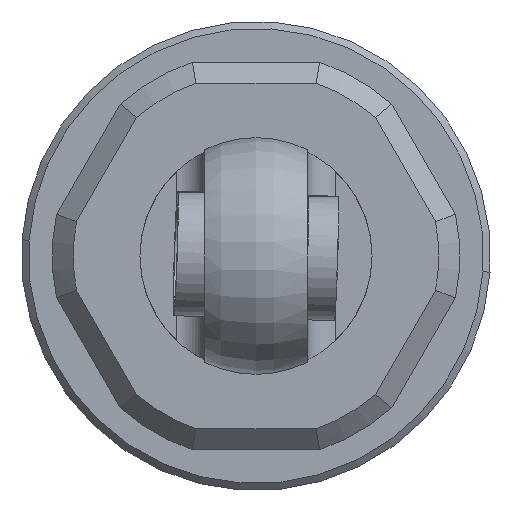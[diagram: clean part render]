
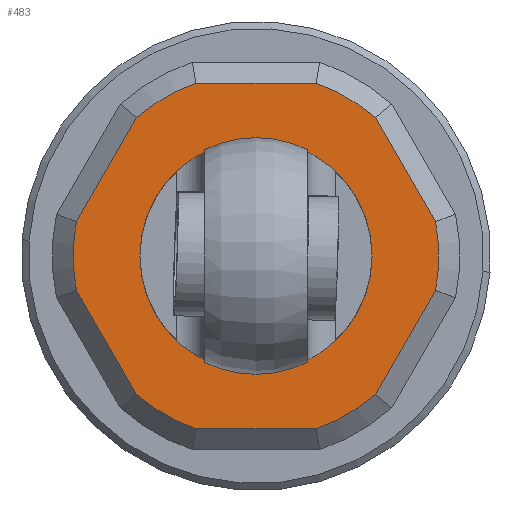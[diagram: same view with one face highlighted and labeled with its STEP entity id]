
A CAD part, front view. The second image highlights one B-rep face of the part: STEP entity #483.
In plain terms, the highlighted planar face has unit normal (0, -1, 0).
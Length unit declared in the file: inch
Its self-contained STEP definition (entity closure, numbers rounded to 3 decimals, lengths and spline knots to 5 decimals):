
#12 = VERTEX_POINT ( 'NONE', #13717 ) ;
#19 = CARTESIAN_POINT ( 'NONE',  ( -0.25859, -1.517, 0.0446 ) ) ;
#21 = DIRECTION ( 'NONE',  ( 0.5, 0., 0.866 ) ) ;
#117 = CARTESIAN_POINT ( 'NONE',  ( 0., -1.517, -0.1655 ) ) ;
#119 = DIRECTION ( 'NONE',  ( 0., -1., 0. ) ) ;
#192 = DIRECTION ( 'NONE',  ( 0., 0., -1. ) ) ;
#315 = CIRCLE ( 'NONE', #14224, 0.1655 ) ;
#463 = LINE ( 'NONE', #8611, #9762 ) ;
#483 = ADVANCED_FACE ( 'NONE', ( #15216, #11406 ), #13213, .T. ) ;
#682 = DIRECTION ( 'NONE',  ( 0., 0., -1. ) ) ;
#697 = LINE ( 'NONE', #19, #7483 ) ;
#815 = CARTESIAN_POINT ( 'NONE',  ( -0.25613, -1.517, 0.04887 ) ) ;
#910 = LINE ( 'NONE', #8930, #7697 ) ;
#980 = VERTEX_POINT ( 'NONE', #12044 ) ;
#1035 = ORIENTED_EDGE ( 'NONE', *, *, #16087, .T. ) ;
#1377 = EDGE_CURVE ( 'NONE', #14265, #9016, #5091, .T. ) ;
#1405 = DIRECTION ( 'NONE',  ( 0., 0., -1. ) ) ;
#1427 = DIRECTION ( 'NONE',  ( 0., -1., 0. ) ) ;
#1462 = CARTESIAN_POINT ( 'NONE',  ( 0., -1.517, 0. ) ) ;
#1497 = VECTOR ( 'NONE', #9297, 39.37008 ) ;
#1524 = CARTESIAN_POINT ( 'NONE',  ( -0.25613, -1.517, -0.04887 ) ) ;
#1552 = EDGE_LOOP ( 'NONE', ( #7773, #11038, #10845, #1035, #4321, #1706, #1993, #5772, #1929, #3332, #9179, #11466 ) ) ;
#1606 = VERTEX_POINT ( 'NONE', #11252 ) ;
#1693 = VECTOR ( 'NONE', #11580, 39.37008 ) ;
#1706 = ORIENTED_EDGE ( 'NONE', *, *, #10968, .T. ) ;
#1929 = ORIENTED_EDGE ( 'NONE', *, *, #5842, .T. ) ;
#1993 = ORIENTED_EDGE ( 'NONE', *, *, #2477, .T. ) ;
#2040 = DIRECTION ( 'NONE',  ( 0., 0., -1. ) ) ;
#2052 = DIRECTION ( 'NONE',  ( 0., -1., 0. ) ) ;
#2074 = CARTESIAN_POINT ( 'NONE',  ( 0., -1.517, 0. ) ) ;
#2336 = VERTEX_POINT ( 'NONE', #9507 ) ;
#2477 = EDGE_CURVE ( 'NONE', #8183, #4122, #12209, .T. ) ;
#2753 = CARTESIAN_POINT ( 'NONE',  ( -0.09067, -1.517, 0.24625 ) ) ;
#3260 = DIRECTION ( 'NONE',  ( 0., -1., 0. ) ) ;
#3332 = ORIENTED_EDGE ( 'NONE', *, *, #15793, .T. ) ;
#3394 = DIRECTION ( 'NONE',  ( 0., 0., -1. ) ) ;
#3539 = CIRCLE ( 'NONE', #6068, 0.26075 ) ;
#3611 = DIRECTION ( 'NONE',  ( 0., 0., -1. ) ) ;
#3635 = DIRECTION ( 'NONE',  ( 0., -1., 0. ) ) ;
#3662 = CARTESIAN_POINT ( 'NONE',  ( 0., -1.517, 0. ) ) ;
#3755 = ORIENTED_EDGE ( 'NONE', *, *, #9941, .F. ) ;
#4011 = CARTESIAN_POINT ( 'NONE',  ( 0.17039, -1.517, 0.19738 ) ) ;
#4122 = VERTEX_POINT ( 'NONE', #7071 ) ;
#4212 = EDGE_CURVE ( 'NONE', #4122, #1606, #6471, .T. ) ;
#4321 = ORIENTED_EDGE ( 'NONE', *, *, #14135, .T. ) ;
#4332 = CARTESIAN_POINT ( 'NONE',  ( 0., -1.517, 0. ) ) ;
#4434 = AXIS2_PLACEMENT_3D ( 'NONE', #2074, #2052, #2040 ) ;
#4586 = CIRCLE ( 'NONE', #12404, 0.26075 ) ;
#4875 = EDGE_CURVE ( 'NONE', #2336, #14116, #14392, .T. ) ;
#5066 = EDGE_CURVE ( 'NONE', #12, #13336, #315, .T. ) ;
#5091 = LINE ( 'NONE', #11701, #1693 ) ;
#5280 = DIRECTION ( 'NONE',  ( -1., 0., 0. ) ) ;
#5772 = ORIENTED_EDGE ( 'NONE', *, *, #4212, .T. ) ;
#5802 = CARTESIAN_POINT ( 'NONE',  ( 0., -1.517, 0. ) ) ;
#5842 = EDGE_CURVE ( 'NONE', #1606, #7590, #910, .T. ) ;
#6068 = AXIS2_PLACEMENT_3D ( 'NONE', #15541, #7821, #192 ) ;
#6187 = AXIS2_PLACEMENT_3D ( 'NONE', #1462, #1427, #1405 ) ;
#6224 = AXIS2_PLACEMENT_3D ( 'NONE', #13178, #13293, #13175 ) ;
#6471 = CIRCLE ( 'NONE', #14590, 0.26075 ) ;
#7071 = CARTESIAN_POINT ( 'NONE',  ( 0.08574, -1.517, -0.24625 ) ) ;
#7266 = AXIS2_PLACEMENT_3D ( 'NONE', #16034, #8328, #682 ) ;
#7399 = VERTEX_POINT ( 'NONE', #815 ) ;
#7483 = VECTOR ( 'NONE', #14820, 39.37008 ) ;
#7590 = VERTEX_POINT ( 'NONE', #16271 ) ;
#7697 = VECTOR ( 'NONE', #21, 39.37008 ) ;
#7735 = DIRECTION ( 'NONE',  ( 0., 0., -1. ) ) ;
#7773 = ORIENTED_EDGE ( 'NONE', *, *, #4875, .T. ) ;
#7821 = DIRECTION ( 'NONE',  ( 0., -1., 0. ) ) ;
#7973 = VERTEX_POINT ( 'NONE', #15185 ) ;
#7978 = EDGE_LOOP ( 'NONE', ( #15508, #3755 ) ) ;
#8183 = VERTEX_POINT ( 'NONE', #15299 ) ;
#8328 = DIRECTION ( 'NONE',  ( 0., -1., 0. ) ) ;
#8351 = CARTESIAN_POINT ( 'NONE',  ( 0.25613, -1.517, 0.04887 ) ) ;
#8499 = DIRECTION ( 'NONE',  ( 0.5, 0., -0.866 ) ) ;
#8611 = CARTESIAN_POINT ( 'NONE',  ( -0.16792, -1.517, -0.20165 ) ) ;
#8930 = CARTESIAN_POINT ( 'NONE',  ( 0.25859, -1.517, -0.0446 ) ) ;
#9016 = VERTEX_POINT ( 'NONE', #4011 ) ;
#9029 = CARTESIAN_POINT ( 'NONE',  ( 0., -1.517, 0. ) ) ;
#9156 = CARTESIAN_POINT ( 'NONE',  ( -0.08574, -1.517, 0.24625 ) ) ;
#9179 = ORIENTED_EDGE ( 'NONE', *, *, #1377, .T. ) ;
#9297 = DIRECTION ( 'NONE',  ( 1., 0., 0. ) ) ;
#9351 = CARTESIAN_POINT ( 'NONE',  ( 0.09067, -1.517, -0.24625 ) ) ;
#9507 = CARTESIAN_POINT ( 'NONE',  ( 0.08574, -1.517, 0.24625 ) ) ;
#9762 = VECTOR ( 'NONE', #8499, 39.37008 ) ;
#9941 = EDGE_CURVE ( 'NONE', #13336, #12, #16450, .T. ) ;
#10845 = ORIENTED_EDGE ( 'NONE', *, *, #13447, .T. ) ;
#10856 = AXIS2_PLACEMENT_3D ( 'NONE', #3662, #3635, #3611 ) ;
#10968 = EDGE_CURVE ( 'NONE', #7973, #8183, #3539, .T. ) ;
#11031 = DIRECTION ( 'NONE',  ( 0., 0., -1. ) ) ;
#11038 = ORIENTED_EDGE ( 'NONE', *, *, #13560, .T. ) ;
#11252 = CARTESIAN_POINT ( 'NONE',  ( 0.17039, -1.517, -0.19738 ) ) ;
#11406 = FACE_BOUND ( 'NONE', #7978, .T. ) ;
#11466 = ORIENTED_EDGE ( 'NONE', *, *, #15248, .T. ) ;
#11580 = DIRECTION ( 'NONE',  ( -0.5, 0., 0.866 ) ) ;
#11701 = CARTESIAN_POINT ( 'NONE',  ( 0.16792, -1.517, 0.20165 ) ) ;
#12037 = VERTEX_POINT ( 'NONE', #1524 ) ;
#12044 = CARTESIAN_POINT ( 'NONE',  ( -0.17039, -1.517, 0.19738 ) ) ;
#12209 = LINE ( 'NONE', #9351, #1497 ) ;
#12234 = DIRECTION ( 'NONE',  ( 0., -1., 0. ) ) ;
#12404 = AXIS2_PLACEMENT_3D ( 'NONE', #4332, #12234, #3394 ) ;
#12714 = CIRCLE ( 'NONE', #6187, 0.26075 ) ;
#13115 = CIRCLE ( 'NONE', #4434, 0.26075 ) ;
#13175 = DIRECTION ( 'NONE',  ( 0., 0., -1. ) ) ;
#13178 = CARTESIAN_POINT ( 'NONE',  ( 0., -1.517, 0. ) ) ;
#13213 = PLANE ( 'NONE',  #6224 ) ;
#13293 = DIRECTION ( 'NONE',  ( 0., -1., 0. ) ) ;
#13336 = VERTEX_POINT ( 'NONE', #117 ) ;
#13447 = EDGE_CURVE ( 'NONE', #980, #7399, #697, .T. ) ;
#13560 = EDGE_CURVE ( 'NONE', #14116, #980, #4586, .T. ) ;
#13717 = CARTESIAN_POINT ( 'NONE',  ( 0., -1.517, 0.1655 ) ) ;
#14016 = VECTOR ( 'NONE', #5280, 39.37008 ) ;
#14116 = VERTEX_POINT ( 'NONE', #9156 ) ;
#14135 = EDGE_CURVE ( 'NONE', #12037, #7973, #463, .T. ) ;
#14224 = AXIS2_PLACEMENT_3D ( 'NONE', #9029, #119, #7735 ) ;
#14265 = VERTEX_POINT ( 'NONE', #8351 ) ;
#14392 = LINE ( 'NONE', #2753, #14016 ) ;
#14590 = AXIS2_PLACEMENT_3D ( 'NONE', #5802, #3260, #11031 ) ;
#14820 = DIRECTION ( 'NONE',  ( -0.5, 0., -0.866 ) ) ;
#15115 = CIRCLE ( 'NONE', #10856, 0.26075 ) ;
#15185 = CARTESIAN_POINT ( 'NONE',  ( -0.17039, -1.517, -0.19738 ) ) ;
#15216 = FACE_OUTER_BOUND ( 'NONE', #1552, .T. ) ;
#15248 = EDGE_CURVE ( 'NONE', #9016, #2336, #15115, .T. ) ;
#15299 = CARTESIAN_POINT ( 'NONE',  ( -0.08574, -1.517, -0.24625 ) ) ;
#15508 = ORIENTED_EDGE ( 'NONE', *, *, #5066, .F. ) ;
#15541 = CARTESIAN_POINT ( 'NONE',  ( 0., -1.517, 0. ) ) ;
#15793 = EDGE_CURVE ( 'NONE', #7590, #14265, #13115, .T. ) ;
#16034 = CARTESIAN_POINT ( 'NONE',  ( 0., -1.517, 0. ) ) ;
#16087 = EDGE_CURVE ( 'NONE', #7399, #12037, #12714, .T. ) ;
#16271 = CARTESIAN_POINT ( 'NONE',  ( 0.25613, -1.517, -0.04887 ) ) ;
#16450 = CIRCLE ( 'NONE', #7266, 0.1655 ) ;
